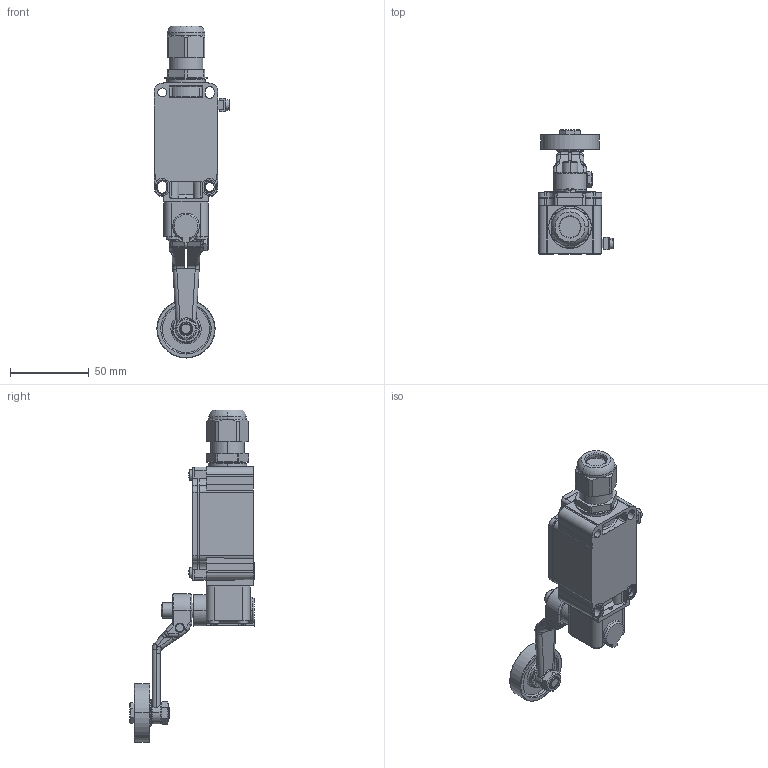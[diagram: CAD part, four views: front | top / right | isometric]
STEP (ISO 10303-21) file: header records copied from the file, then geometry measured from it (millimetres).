
FILE_DESCRIPTION (( 'STEP AP203' ), '1' );
FILE_NAME ('8074_1-1-HR312.STEP', '2013-09-09T09:08:10', ( 'Admin' ), ( 'R. STAHL AG' ), 'SwSTEP 2.0', 'SolidWorks 2013', '' );
FILE_SCHEMA (( 'CONFIG_CONTROL_DESIGN' ));
Length unit declared in the file: millimetre
Products named in the file (24): Deckel; 8074_0_077_079_0_Scheibe; Staubschutzkappe_M20; Schraube; 8074_0_077_079_0_Rolle; 81_610_77_01_0; Schild; Anschlussgewindedichtung_M20; 8074_0_077_079_0_Rollenbolzen; 8074_1-1-HR312; Erdung; 8074_0_077_079_0_Mutter M8; slotted cheese head screw_din_ISO 1207 - M4 x 8 --- 8N; 8074_0_077_079_0_Schraube M6; 8074_0_077_079_0_Vorsatz; 81_610_77_01_0_Stutzen; 8074_0_077_079_0_Hebel; 8074_0_077_079_0_Schraube; 81_610_77_01_0_Dichtung; 8074_0_077_079_0_Vorsatz HR312; 8074_0_077_079_0_Bolzen; 81_610_77_01_0_Hutmutter; Gehaeuse; 8074_0_077_079_0_Rollenhebel
Assembly tree (27 placements, depth 4):
  8074_1-1-HR312
    8074_0_077_079_0_Vorsatz HR312
      8074_0_077_079_0_Vorsatz
      8074_0_077_079_0_Schraube  x4
      8074_0_077_079_0_Bolzen
      8074_0_077_079_0_Hebel
        8074_0_077_079_0_Rollenhebel
        8074_0_077_079_0_Scheibe
        8074_0_077_079_0_Rolle
        8074_0_077_079_0_Rollenbolzen
        8074_0_077_079_0_Mutter M8
        8074_0_077_079_0_Schraube M6
    Gehaeuse
    Deckel
    Schraube  x2
    Schild
    Erdung
    slotted cheese head screw_din_ISO 1207 - M4 x 8 --- 8N
    81_610_77_01_0
      81_610_77_01_0_Stutzen
      81_610_77_01_0_Dichtung
      81_610_77_01_0_Hutmutter
      Anschlussgewindedichtung_M20
      Staubschutzkappe_M20
Bounding box: 48.1 x 78.96 x 210.69 mm (x, y, z)
Volume: 59516.1 mm3; surface area: 72990.1 mm2
Topology: 16 solids, 37 shells, 1302 faces, 3419 edges, 2179 vertices
Faces by surface type: plane 498, cylinder 360, cone 214, bspline 176, torus 50, sphere 4
Entity records: 45510 total; most frequent: CARTESIAN_POINT 14566, ORIENTED_EDGE 6000, DIRECTION 5817, EDGE_CURVE 3046, AXIS2_PLACEMENT_3D 2142, VERTEX_POINT 1947, LINE 1533, VECTOR 1533
